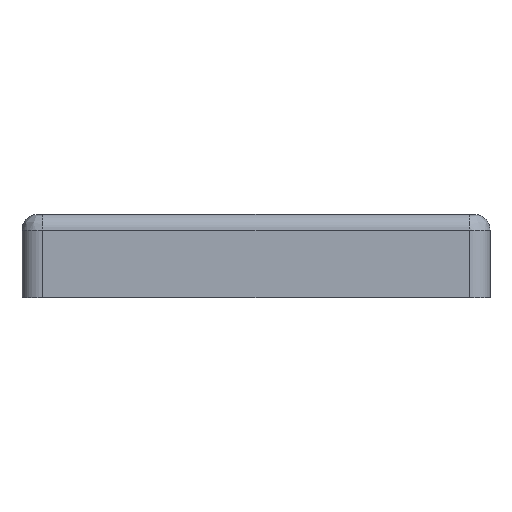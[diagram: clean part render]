
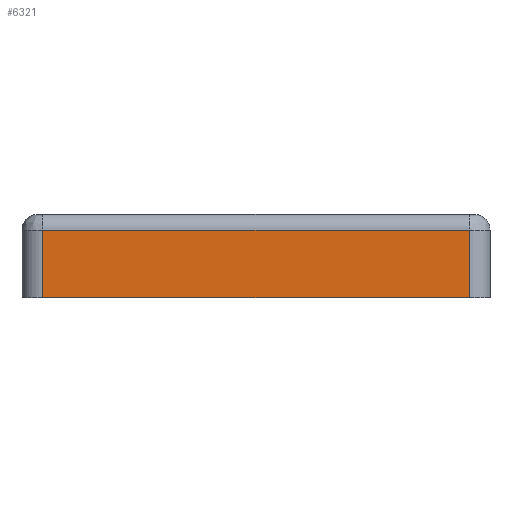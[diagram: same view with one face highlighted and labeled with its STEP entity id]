
A CAD part, front view. The second image highlights one B-rep face of the part: STEP entity #6321.
In plain terms, the highlighted planar face has unit normal (0, -1, 0).
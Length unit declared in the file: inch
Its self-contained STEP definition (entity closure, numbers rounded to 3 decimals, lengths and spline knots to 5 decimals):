
#253 = DIRECTION ( 'NONE',  ( 0., 0., 1. ) ) ;
#263 = DIRECTION ( 'NONE',  ( 0., 1., 0. ) ) ;
#275 = CARTESIAN_POINT ( 'NONE',  ( -1.77165, -1.77165, 0.62992 ) ) ;
#407 = PLANE ( 'NONE',  #4263 ) ;
#429 = VECTOR ( 'NONE', #2778, 39.37008 ) ;
#1178 = EDGE_CURVE ( 'NONE', #1220, #3135, #7326, .T. ) ;
#1220 = VERTEX_POINT ( 'NONE', #3015 ) ;
#2299 = LINE ( 'NONE', #6101, #6660 ) ;
#2398 = VERTEX_POINT ( 'NONE', #2766 ) ;
#2611 = VECTOR ( 'NONE', #5976, 39.37008 ) ;
#2740 = CARTESIAN_POINT ( 'NONE',  ( -1.77165, -1.77165, 0.51181 ) ) ;
#2766 = CARTESIAN_POINT ( 'NONE',  ( -1.61417, -1.77165, 0. ) ) ;
#2778 = DIRECTION ( 'NONE',  ( 1., 0., 0. ) ) ;
#3015 = CARTESIAN_POINT ( 'NONE',  ( 1.61417, -1.77165, 0.51181 ) ) ;
#3135 = VERTEX_POINT ( 'NONE', #7039 ) ;
#3240 = FACE_OUTER_BOUND ( 'NONE', #5437, .T. ) ;
#3295 = EDGE_CURVE ( 'NONE', #2398, #8528, #2299, .T. ) ;
#3373 = ORIENTED_EDGE ( 'NONE', *, *, #1178, .F. ) ;
#3509 = ORIENTED_EDGE ( 'NONE', *, *, #3295, .F. ) ;
#4016 = ORIENTED_EDGE ( 'NONE', *, *, #6692, .F. ) ;
#4263 = AXIS2_PLACEMENT_3D ( 'NONE', #275, #263, #253 ) ;
#5158 = CARTESIAN_POINT ( 'NONE',  ( -1.77165, -1.77165, 0. ) ) ;
#5437 = EDGE_LOOP ( 'NONE', ( #4016, #3509, #8172, #3373 ) ) ;
#5976 = DIRECTION ( 'NONE',  ( -1., 0., 0. ) ) ;
#6101 = CARTESIAN_POINT ( 'NONE',  ( -1.61417, -1.77165, 0.62992 ) ) ;
#6321 = ADVANCED_FACE ( 'NONE', ( #3240 ), #407, .F. ) ;
#6660 = VECTOR ( 'NONE', #9108, 39.37008 ) ;
#6692 = EDGE_CURVE ( 'NONE', #8528, #1220, #9172, .T. ) ;
#7039 = CARTESIAN_POINT ( 'NONE',  ( 1.61417, -1.77165, 0. ) ) ;
#7212 = VECTOR ( 'NONE', #7496, 39.37008 ) ;
#7326 = LINE ( 'NONE', #7506, #7212 ) ;
#7496 = DIRECTION ( 'NONE',  ( 0., 0., -1. ) ) ;
#7506 = CARTESIAN_POINT ( 'NONE',  ( 1.61417, -1.77165, 0.62992 ) ) ;
#8172 = ORIENTED_EDGE ( 'NONE', *, *, #9497, .F. ) ;
#8344 = CARTESIAN_POINT ( 'NONE',  ( -1.61417, -1.77165, 0.51181 ) ) ;
#8528 = VERTEX_POINT ( 'NONE', #8344 ) ;
#9108 = DIRECTION ( 'NONE',  ( 0., 0., 1. ) ) ;
#9172 = LINE ( 'NONE', #2740, #429 ) ;
#9191 = LINE ( 'NONE', #5158, #2611 ) ;
#9497 = EDGE_CURVE ( 'NONE', #3135, #2398, #9191, .T. ) ;
